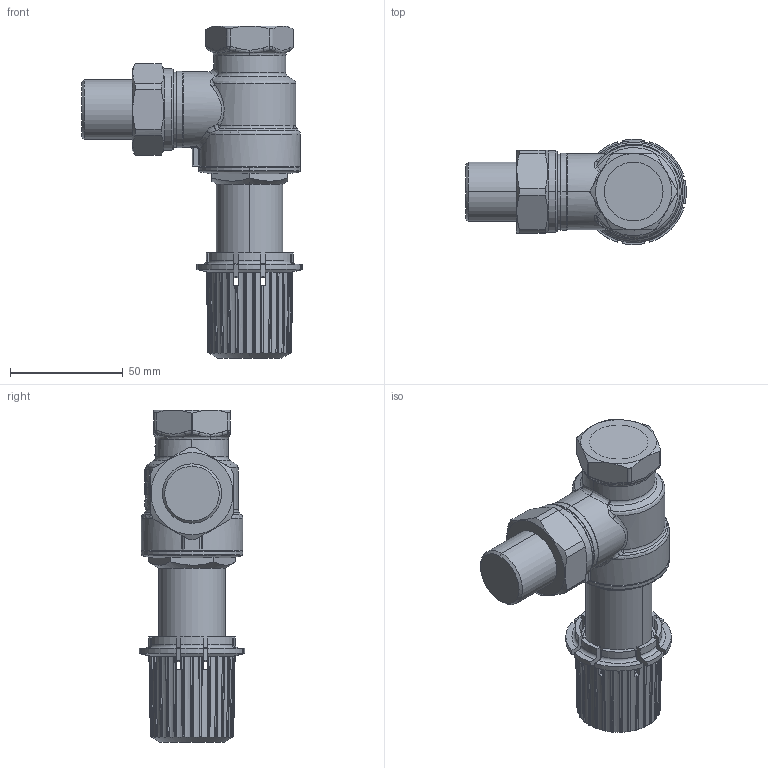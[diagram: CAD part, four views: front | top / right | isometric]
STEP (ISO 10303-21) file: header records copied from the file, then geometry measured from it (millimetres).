
FILE_DESCRIPTION((''),'2;1');
FILE_NAME('003L6008-BIM_SW0001','2023-05-15T09:13:31',('F09560'),(''),'CREO PARAMETRIC BY PTC INC, 2022124','CREO PARAMETRIC BY PTC INC, 2022124','');
FILE_SCHEMA(('AUTOMOTIVE_DESIGN { 1 0 10303 214 1 1 1 1 }'));
Products named in the file (1): 003L6008-BIM_SW0001
Bounding box: 97.74 x 46.68 x 147 mm (x, y, z)
Volume: 109782.2 mm3; surface area: 53191 mm2
Topology: 1 solids, 1 shells, 853 faces, 2352 edges, 1511 vertices
Faces by surface type: cylinder 245, plane 207, bspline 185, cone 119, extrusion 54, torus 33, sphere 10
Entity records: 44756 total; most frequent: CARTESIAN_POINT 21034, ORIENTED_EDGE 4704, DIRECTION 3165, EDGE_CURVE 2352, VERTEX_POINT 1511, AXIS2_PLACEMENT_3D 1202, B_SPLINE_CURVE_WITH_KNOTS 1125, EDGE_LOOP 883
